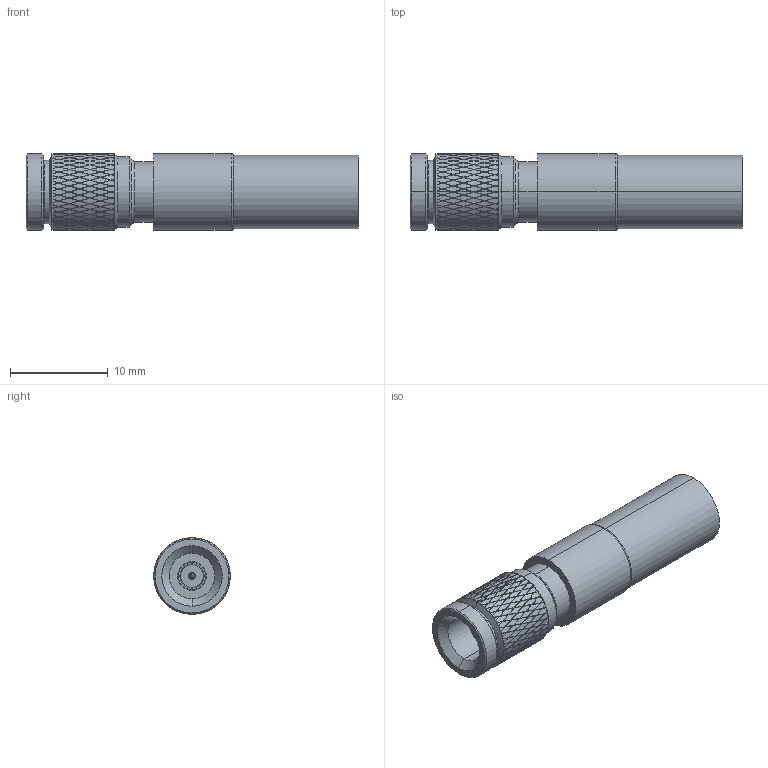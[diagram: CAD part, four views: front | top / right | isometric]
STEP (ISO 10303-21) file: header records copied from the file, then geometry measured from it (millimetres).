
FILE_DESCRIPTION (( 'STEP AP203' ), '1' );
FILE_NAME ('FMCN1824_3D.STEP', '2022-02-11T19:55:32', ( '' ), ( '' ), 'SwSTEP 2.0', 'SolidWorks 2021', '' );
FILE_SCHEMA (( 'CONFIG_CONTROL_DESIGN' ));
Products named in the file (4): FMCN1824-PIN; FMCN1824-Ferrule; FMCN1824_3D; FMCN1824-Connector
Assembly tree (3 placements, depth 2):
  FMCN1824_3D
    FMCN1824-Connector
    FMCN1824-Ferrule
    FMCN1824-PIN
Bounding box: 33.91 x 7.8 x 7.8 mm (x, y, z)
Volume: 1054.7 mm3; surface area: 1746.5 mm2
Topology: 3 solids, 3 shells, 2391 faces, 5216 edges, 2840 vertices
Faces by surface type: bspline 1764, cylinder 446, plane 153, cone 26, torus 2
Entity records: 108237 total; most frequent: CARTESIAN_POINT 76472, ORIENTED_EDGE 10432, EDGE_CURVE 5216, VERTEX_POINT 2840, EDGE_LOOP 2404, FACE_OUTER_BOUND 2391, ADVANCED_FACE 2391, DIRECTION 2152
